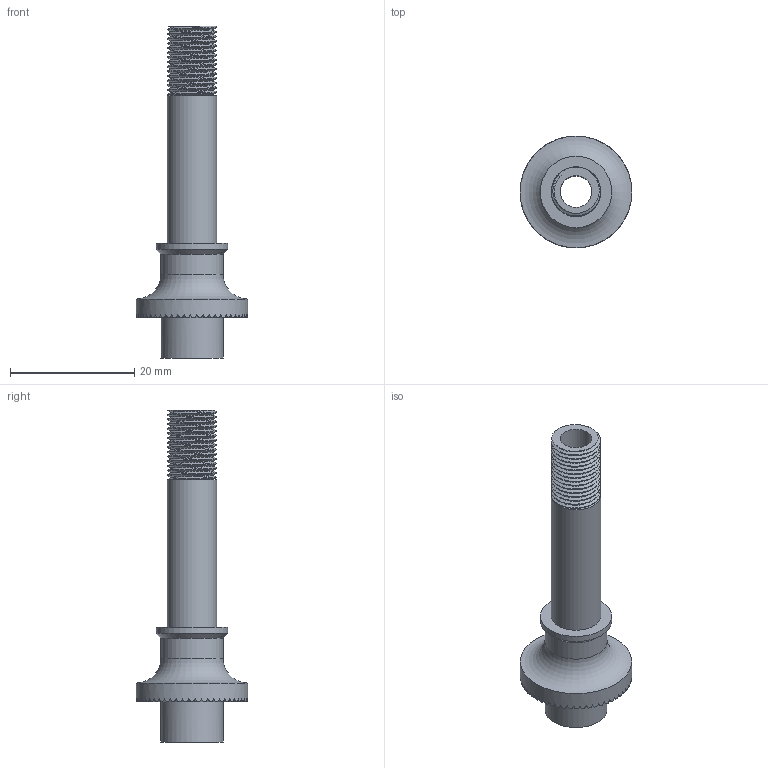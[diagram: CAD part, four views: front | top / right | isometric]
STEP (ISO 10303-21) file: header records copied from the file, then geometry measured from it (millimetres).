
FILE_DESCRIPTION(/* description */ (''),/* implementation_level */ '2;1');
FILE_NAME(/* name */ 'Axe mle.step',/* time_stamp */ '2024-06-11T23:57:40+02:00',/* author */ (''),/* organization */ (''),/* preprocessor_version */ 'ST-DEVELOPER v20',/* originating_system */ 'Autodesk Translation Framework v13.14.0.145',/* authorisation */ '');
FILE_SCHEMA (('AUTOMOTIVE_DESIGN { 1 0 10303 214 3 1 1 }'));
Length unit declared in the file: millimetre
Products named in the file (1): Axe mâle
Bounding box: 18 x 18 x 53.5 mm (x, y, z)
Volume: 2617.3 mm3; surface area: 3177.9 mm2
Topology: 1 solids, 1 shells, 328 faces, 855 edges, 532 vertices
Faces by surface type: plane 286, cylinder 38, bspline 2, torus 1, cone 1
Full cylindrical faces by diameter (mm): 5.1 x1, 7.048 x4, 7.908 x8, 8 x1, 10 x2, 11.5 x1, 18 x1
Entity records: 11933 total; most frequent: CARTESIAN_POINT 3830, ORIENTED_EDGE 1710, DIRECTION 1678, EDGE_CURVE 855, AXIS2_PLACEMENT_3D 564, LINE 550, VECTOR 550, VERTEX_POINT 532
